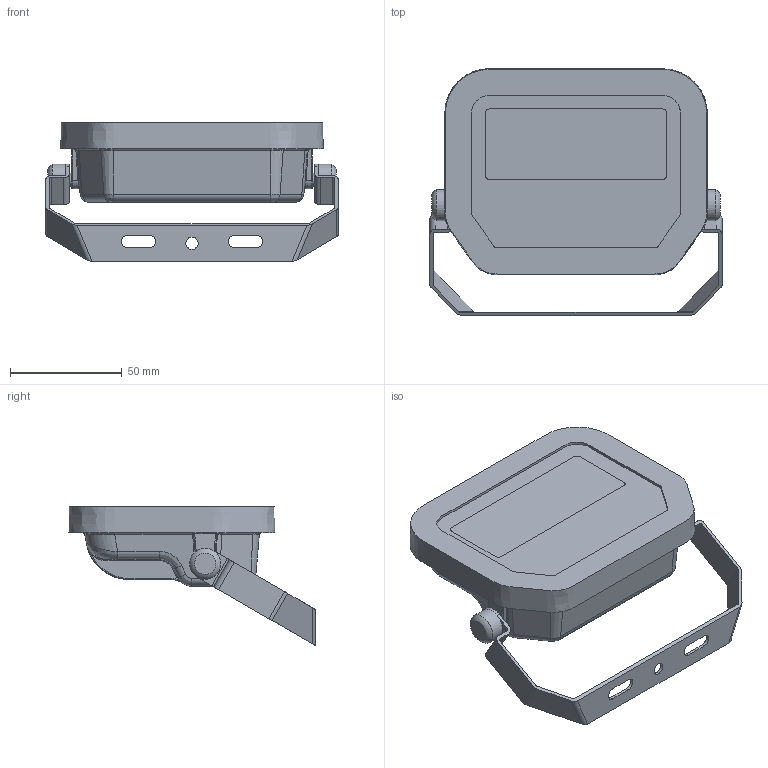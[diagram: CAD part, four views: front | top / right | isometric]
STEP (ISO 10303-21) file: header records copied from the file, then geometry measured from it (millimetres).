
FILE_DESCRIPTION (( 'STEP AP214' ), '1' );
FILE_NAME ('FL_G3_10W.STEP', '2023-04-28T08:15:21', ( '' ), ( '' ), 'SwSTEP 2.0', 'SolidWorks 2020', '' );
FILE_SCHEMA (( 'AUTOMOTIVE_DESIGN' ));
Length unit declared in the file: millimetre
Products named in the file (1): FL_G3_10W
Bounding box: 131 x 110.46 x 62.16 mm (x, y, z)
Volume: 221831.9 mm3; surface area: 75651.6 mm2
Topology: 7 solids, 7 shells, 412 faces, 1082 edges, 677 vertices
Faces by surface type: cylinder 145, bspline 142, plane 115, cone 8, torus 2
Full cylindrical faces by diameter (mm): 5.5 x1, 5.8 x2, 6 x2, 13.957 x2
Entity records: 29240 total; most frequent: CARTESIAN_POINT 15674, ORIENTED_EDGE 2112, DIRECTION 1507, EDGE_CURVE 1056, VERTEX_POINT 675, AXIS2_PLACEMENT_3D 547, EDGE_LOOP 443, FACE_OUTER_BOUND 424
